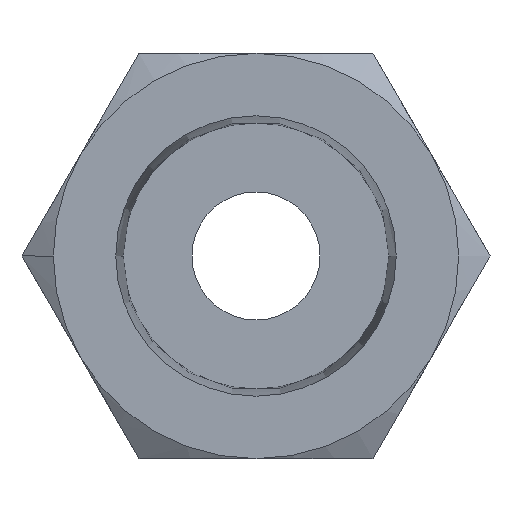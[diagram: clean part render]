
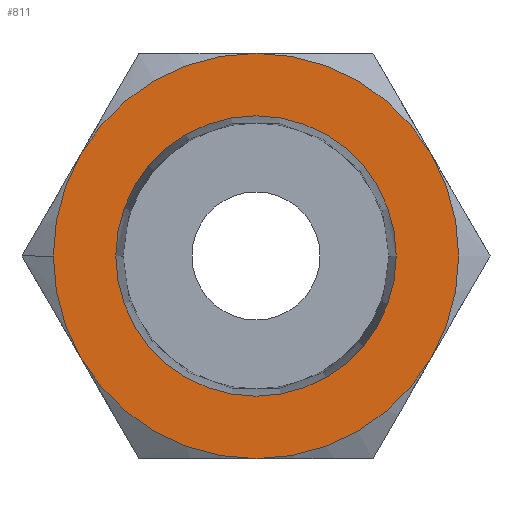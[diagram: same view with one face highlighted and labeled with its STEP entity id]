
A CAD part, front view. The second image highlights one B-rep face of the part: STEP entity #811.
In plain terms, the highlighted planar face has unit normal (0, -1, 0).
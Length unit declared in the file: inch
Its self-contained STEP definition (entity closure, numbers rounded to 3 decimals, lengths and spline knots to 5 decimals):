
#50 = DIRECTION ( 'NONE',  ( 0., 0., -1. ) ) ;
#51 = CARTESIAN_POINT ( 'NONE',  ( -0.37402, -0.51181, 0. ) ) ;
#63 = DIRECTION ( 'NONE',  ( 0., -1., 0. ) ) ;
#81 = CARTESIAN_POINT ( 'NONE',  ( 0.31642, -0.51181, 0. ) ) ;
#165 = CIRCLE ( 'NONE', #1521, 0.37402 ) ;
#239 = ORIENTED_EDGE ( 'NONE', *, *, #2631, .T. ) ;
#245 = PLANE ( 'NONE',  #826 ) ;
#269 = DIRECTION ( 'NONE',  ( -1., 0., 0. ) ) ;
#280 = DIRECTION ( 'NONE',  ( 0., -1., 0. ) ) ;
#295 = CARTESIAN_POINT ( 'NONE',  ( 0., -0.51181, 0.37402 ) ) ;
#296 = ORIENTED_EDGE ( 'NONE', *, *, #785, .T. ) ;
#311 = CARTESIAN_POINT ( 'NONE',  ( 0., -0.51181, 0. ) ) ;
#345 = CARTESIAN_POINT ( 'NONE',  ( -0.32391, -0.51181, -0.18701 ) ) ;
#401 = CARTESIAN_POINT ( 'NONE',  ( -0.25882, -0.51181, 0. ) ) ;
#407 = DIRECTION ( 'NONE',  ( -1., 0., 0. ) ) ;
#418 = DIRECTION ( 'NONE',  ( 0., -1., 0. ) ) ;
#430 = VERTEX_POINT ( 'NONE', #3367 ) ;
#435 = CARTESIAN_POINT ( 'NONE',  ( 0., -0.51181, 0. ) ) ;
#439 = VERTEX_POINT ( 'NONE', #2614 ) ;
#444 = EDGE_LOOP ( 'NONE', ( #515, #3071 ) ) ;
#495 = CARTESIAN_POINT ( 'NONE',  ( 0.25882, -0.51181, 0. ) ) ;
#515 = ORIENTED_EDGE ( 'NONE', *, *, #754, .T. ) ;
#528 = FACE_BOUND ( 'NONE', #444, .T. ) ;
#547 = DIRECTION ( 'NONE',  ( 1., 0., 0. ) ) ;
#556 = DIRECTION ( 'NONE',  ( 0., 1., 0. ) ) ;
#560 = CARTESIAN_POINT ( 'NONE',  ( 0., -0.51181, 0. ) ) ;
#696 = AXIS2_PLACEMENT_3D ( 'NONE', #2434, #788, #2716 ) ;
#726 = DIRECTION ( 'NONE',  ( 0., -1., 0. ) ) ;
#754 = EDGE_CURVE ( 'NONE', #2694, #2314, #1299, .T. ) ;
#785 = EDGE_CURVE ( 'NONE', #1293, #1397, #3465, .T. ) ;
#787 = EDGE_CURVE ( 'NONE', #439, #1293, #2122, .T. ) ;
#788 = DIRECTION ( 'NONE',  ( 0., -1., 0. ) ) ;
#811 = ADVANCED_FACE ( 'NONE', ( #528, #1961 ), #245, .T. ) ;
#826 = AXIS2_PLACEMENT_3D ( 'NONE', #81, #63, #50 ) ;
#901 = CARTESIAN_POINT ( 'NONE',  ( -0.32391, -0.51181, 0.18701 ) ) ;
#944 = CIRCLE ( 'NONE', #1323, 0.37402 ) ;
#1006 = AXIS2_PLACEMENT_3D ( 'NONE', #2999, #1378, #3274 ) ;
#1113 = VERTEX_POINT ( 'NONE', #51 ) ;
#1135 = CARTESIAN_POINT ( 'NONE',  ( 0., -0.51181, 0. ) ) ;
#1161 = ORIENTED_EDGE ( 'NONE', *, *, #3404, .T. ) ;
#1186 = EDGE_CURVE ( 'NONE', #2314, #2694, #2154, .T. ) ;
#1293 = VERTEX_POINT ( 'NONE', #295 ) ;
#1299 = CIRCLE ( 'NONE', #2372, 0.25882 ) ;
#1305 = CARTESIAN_POINT ( 'NONE',  ( 0., -0.51181, 0. ) ) ;
#1323 = AXIS2_PLACEMENT_3D ( 'NONE', #2375, #726, #2658 ) ;
#1378 = DIRECTION ( 'NONE',  ( 0., -1., 0. ) ) ;
#1397 = VERTEX_POINT ( 'NONE', #901 ) ;
#1414 = DIRECTION ( 'NONE',  ( -1., 0., 0. ) ) ;
#1521 = AXIS2_PLACEMENT_3D ( 'NONE', #1305, #3192, #1592 ) ;
#1592 = DIRECTION ( 'NONE',  ( -1., 0., 0. ) ) ;
#1614 = ORIENTED_EDGE ( 'NONE', *, *, #787, .T. ) ;
#1705 = EDGE_LOOP ( 'NONE', ( #239, #2796, #2571, #1614, #296, #1866, #1161 ) ) ;
#1733 = CARTESIAN_POINT ( 'NONE',  ( 0.32391, -0.51181, -0.18701 ) ) ;
#1771 = CIRCLE ( 'NONE', #1006, 0.37402 ) ;
#1834 = EDGE_CURVE ( 'NONE', #430, #3588, #944, .T. ) ;
#1857 = EDGE_CURVE ( 'NONE', #3588, #439, #165, .T. ) ;
#1866 = ORIENTED_EDGE ( 'NONE', *, *, #3529, .T. ) ;
#1951 = AXIS2_PLACEMENT_3D ( 'NONE', #1135, #3029, #1414 ) ;
#1961 = FACE_OUTER_BOUND ( 'NONE', #1705, .T. ) ;
#2122 = CIRCLE ( 'NONE', #2928, 0.37402 ) ;
#2154 = CIRCLE ( 'NONE', #3100, 0.25882 ) ;
#2239 = VERTEX_POINT ( 'NONE', #345 ) ;
#2314 = VERTEX_POINT ( 'NONE', #401 ) ;
#2372 = AXIS2_PLACEMENT_3D ( 'NONE', #560, #556, #547 ) ;
#2375 = CARTESIAN_POINT ( 'NONE',  ( 0., -0.51181, 0. ) ) ;
#2434 = CARTESIAN_POINT ( 'NONE',  ( 0., -0.51181, 0. ) ) ;
#2461 = CIRCLE ( 'NONE', #1951, 0.37402 ) ;
#2526 = DIRECTION ( 'NONE',  ( 1., 0., 0. ) ) ;
#2571 = ORIENTED_EDGE ( 'NONE', *, *, #1857, .T. ) ;
#2578 = DIRECTION ( 'NONE',  ( 0., 1., 0. ) ) ;
#2601 = CARTESIAN_POINT ( 'NONE',  ( 0., -0.51181, 0. ) ) ;
#2614 = CARTESIAN_POINT ( 'NONE',  ( 0.32391, -0.51181, 0.18701 ) ) ;
#2631 = EDGE_CURVE ( 'NONE', #2239, #430, #2983, .T. ) ;
#2658 = DIRECTION ( 'NONE',  ( -1., 0., 0. ) ) ;
#2694 = VERTEX_POINT ( 'NONE', #495 ) ;
#2716 = DIRECTION ( 'NONE',  ( -1., 0., 0. ) ) ;
#2744 = AXIS2_PLACEMENT_3D ( 'NONE', #435, #418, #407 ) ;
#2796 = ORIENTED_EDGE ( 'NONE', *, *, #1834, .T. ) ;
#2928 = AXIS2_PLACEMENT_3D ( 'NONE', #311, #280, #269 ) ;
#2983 = CIRCLE ( 'NONE', #696, 0.37402 ) ;
#2999 = CARTESIAN_POINT ( 'NONE',  ( 0., -0.51181, 0. ) ) ;
#3029 = DIRECTION ( 'NONE',  ( 0., -1., 0. ) ) ;
#3071 = ORIENTED_EDGE ( 'NONE', *, *, #1186, .T. ) ;
#3100 = AXIS2_PLACEMENT_3D ( 'NONE', #2601, #2578, #2526 ) ;
#3192 = DIRECTION ( 'NONE',  ( 0., -1., 0. ) ) ;
#3274 = DIRECTION ( 'NONE',  ( -1., 0., 0. ) ) ;
#3367 = CARTESIAN_POINT ( 'NONE',  ( 0., -0.51181, -0.37402 ) ) ;
#3404 = EDGE_CURVE ( 'NONE', #1113, #2239, #1771, .T. ) ;
#3465 = CIRCLE ( 'NONE', #2744, 0.37402 ) ;
#3529 = EDGE_CURVE ( 'NONE', #1397, #1113, #2461, .T. ) ;
#3588 = VERTEX_POINT ( 'NONE', #1733 ) ;
